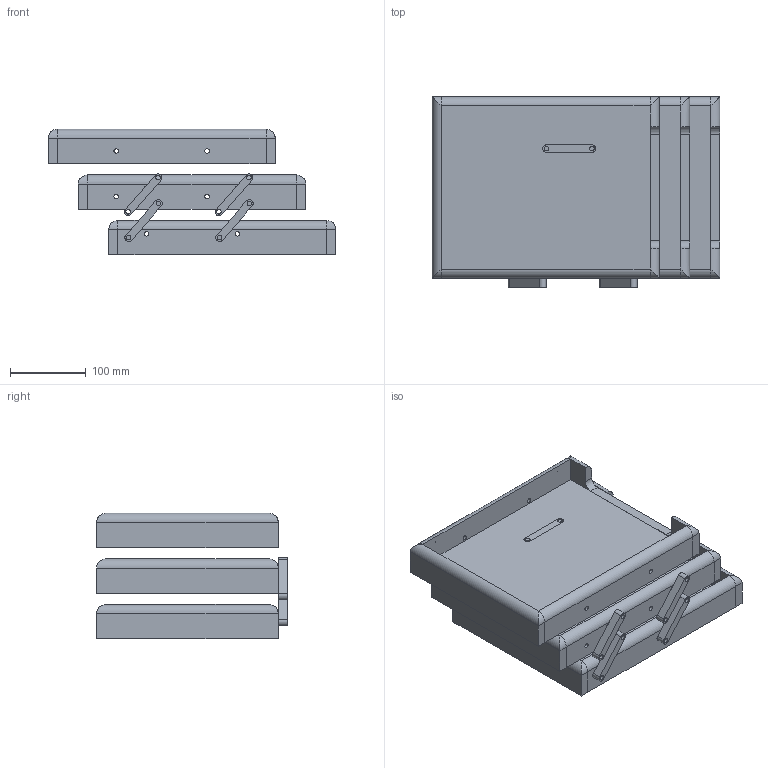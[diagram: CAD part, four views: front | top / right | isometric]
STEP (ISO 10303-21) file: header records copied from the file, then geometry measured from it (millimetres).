
FILE_DESCRIPTION(/* description */ ('STEP AP242','CAx-IF Rec.Pracs.---Representation and Presentation of Product Manufacturing Information (PMI)---4.0---2014-10-13','CAx-IF Rec.Pracs.---3D Tessellated Geometry---0.4---2014-09-14','2;1'),/* implementation_level */ '2;1');
FILE_NAME(/* name */ '641fb884cdc1cc7f3ab7ae9f',/* time_stamp */ '2023-03-26T03:14:12+00:00',/* author */ (''),/* organization */ (''),/* preprocessor_version */ 'ST-DEVELOPER v18.102',/* originating_system */ ' ',/* authorisation */ ' ');
FILE_SCHEMA (('AP242_MANAGED_MODEL_BASED_3D_ENGINEERING_MIM_LF { 1 0 10303 442 1 1 4 }'));
Length unit declared in the file: metre
Products named in the file (17): CONTENEDOR; CajaInferiorLat2; Eslabon; CajaSuperiorPos; CajaIntermediaLat1; CajaInferiorLat1; CajaSuperiorAnt; CajaInferiorPos; CajaInferiorAnt; CajaInferiorInf; CajaIntermediaPos; CajaIntermediaAnt; CajaSuperiorLat1; CajaSuperiorInf; CajaIntermediaLat2; CajaIntermediaInf; CajaSuperiorLat2
Assembly tree (20 placements, depth 2):
  CONTENEDOR
    CajaInferiorLat2
    Eslabon  x5
    CajaSuperiorPos
    CajaIntermediaLat1
    CajaInferiorLat1
    CajaSuperiorAnt
    CajaInferiorPos
    CajaInferiorAnt
    CajaInferiorInf
    CajaIntermediaPos
    CajaIntermediaAnt
    CajaSuperiorLat1
    CajaSuperiorInf
    CajaIntermediaLat2
    CajaIntermediaInf
    CajaSuperiorLat2
Bounding box: 379 x 251 x 165 mm (x, y, z)
Volume: 3545681.1 mm3; surface area: 735777.3 mm2
Topology: 20 solids, 20 shells, 216 faces, 472 edges, 316 vertices
Faces by surface type: plane 127, cylinder 89
Full cylindrical faces by diameter (mm): 6 x46
Entity records: 5252 total; most frequent: DIRECTION 890, CARTESIAN_POINT 803, ORIENTED_EDGE 692, EDGE_CURVE 346, AXIS2_PLACEMENT_3D 339, EDGE_LOOP 278, FACE_BOUND 278, VERTEX_POINT 252
